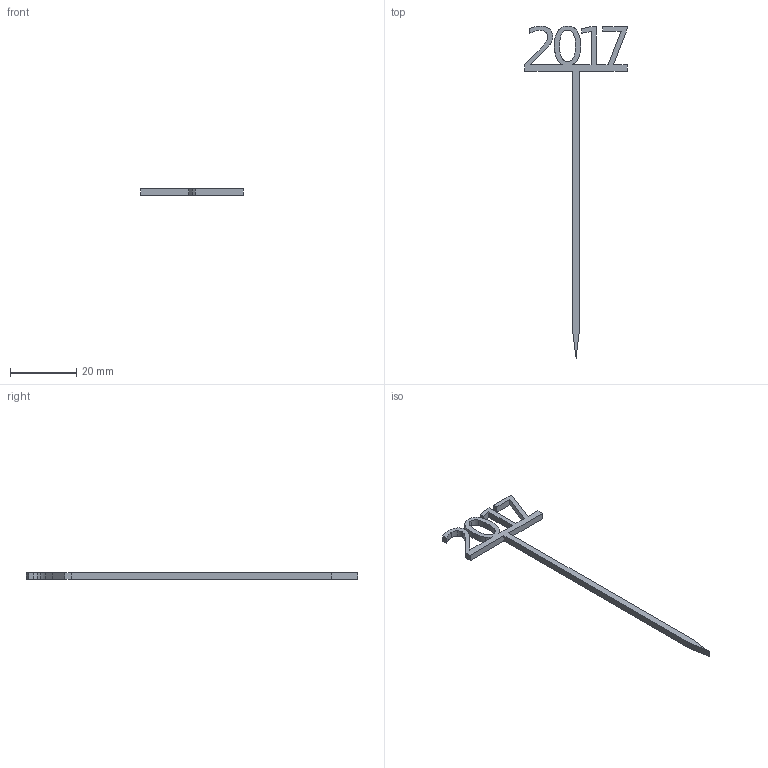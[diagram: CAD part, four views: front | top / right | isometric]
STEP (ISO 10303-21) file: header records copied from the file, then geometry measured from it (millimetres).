
FILE_DESCRIPTION(/* description */ (''),/* implementation_level */ '2;1');
FILE_NAME(/* name */ '3b2538f1-5f4a-4586-aa0b-910be067b045.stp',/* time_stamp */ '2017-01-14T20:30:50+01:00',/* author */ (''),/* organization */ (''),/* preprocessor_version */ 'ST-DEVELOPER v16.5',/* originating_system */ 'Autodesk Translation Framework v5.2.0.2920',/* authorisation */ '');
FILE_SCHEMA (('AUTOMOTIVE_DESIGN { 1 0 10303 214 3 1 1 }'));
Length unit declared in the file: millimetre
Products named in the file (1): 2017
Bounding box: 30.87 x 100.01 x 2 mm (x, y, z)
Volume: 679.1 mm3; surface area: 1456 mm2
Topology: 1 solids, 1 shells, 59 faces, 171 edges, 114 vertices
Faces by surface type: bspline 32, plane 27
Entity records: 2011 total; most frequent: CARTESIAN_POINT 649, ORIENTED_EDGE 342, EDGE_CURVE 171, DIRECTION 163, VERTEX_POINT 114, LINE 107, VECTOR 107, B_SPLINE_CURVE_WITH_KNOTS 64
